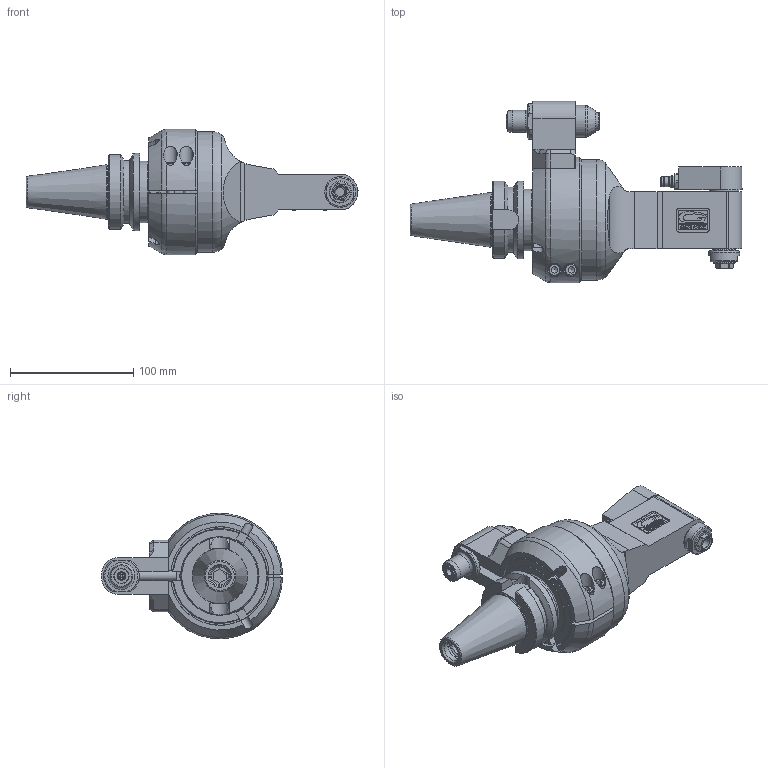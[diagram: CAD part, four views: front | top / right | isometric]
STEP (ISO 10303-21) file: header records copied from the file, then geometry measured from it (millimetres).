
FILE_DESCRIPTION(/* description */ (''),/* implementation_level */ '2;1');
FILE_NAME(/* name */ '9.F90.070C0-4B40.stp',/* time_stamp */ '2023-12-11T10:32:57-05:00',/* author */ ('jkrenzer'),/* organization */ (''),/* preprocessor_version */ 'ST-DEVELOPER v18.1',/* originating_system */ 'Autodesk Inventor 2022',/* authorisation */ '');
FILE_SCHEMA (('AUTOMOTIVE_DESIGN { 1 0 10303 214 3 1 1 }'));
Products named in the file (8): 9.F90.070C0-4B40; 9_GA1_348_2   (Type 1, BT40, 80mm); 9FL1ATC; 9BT401ATC; 9F18T180_ASM; 9F18T180A; 9F18T180B; F90-7C
Assembly tree (7 placements, depth 4):
  9.F90.070C0-4B40
    9_GA1_348_2   (Type 1, BT40, 80mm)
      9FL1ATC
      9BT401ATC
      9F18T180_ASM
        9F18T180A
        9F18T180B
    F90-7C
Bounding box: 269.85 x 147.23 x 101.99 mm (x, y, z)
Volume: 858367.5 mm3; surface area: 149606.9 mm2
Topology: 5 solids, 7 shells, 552 faces, 1577 edges, 1099 vertices
Faces by surface type: plane 260, cylinder 148, cone 109, torus 24, bspline 9, sphere 2
Full cylindrical faces by diameter (mm): 2.5 x3, 2.6 x2, 3 x2, 4 x1, 4.2 x4, 5 x2, 6 x4, 6.5 x1, 7 x2, 7.5 x1, 8 x2, 8.06 x1, 8.07 x1, 8.5 x21, 9 x1, 9.87 x1, 10 x4, 10.4 x2, 10.8 x1, 11 x1, 11.6 x1, 12 x3, 12.5 x1, 13 x1, 14 x2, 17 x1, 17.6 x1, 18 x4, 18.6 x1, 19 x1
Entity records: 60361 total; most frequent: CARTESIAN_POINT 45843, ORIENTED_EDGE 3088, DIRECTION 2869, EDGE_CURVE 1544, VERTEX_POINT 1099, AXIS2_PLACEMENT_3D 1017, LINE 835, VECTOR 835
